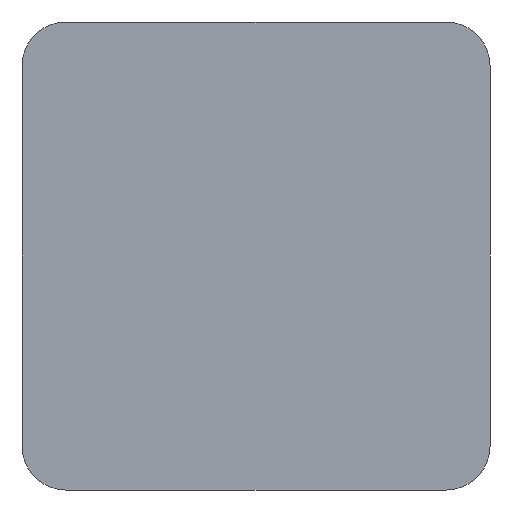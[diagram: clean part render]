
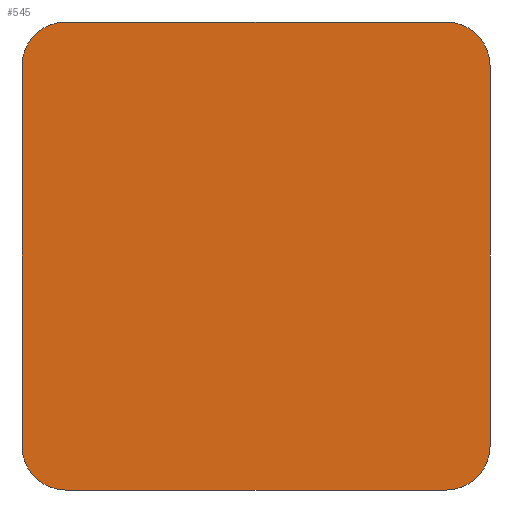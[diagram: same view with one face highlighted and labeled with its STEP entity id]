
A CAD part, front view. The second image highlights one B-rep face of the part: STEP entity #545.
In plain terms, the highlighted planar face has unit normal (0, -1, 0).
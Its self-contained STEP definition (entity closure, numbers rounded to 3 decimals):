
#28=CIRCLE('',#577,1.5);
#29=CIRCLE('',#580,1.5);
#30=CIRCLE('',#582,1.5);
#31=CIRCLE('',#585,1.5);
#75=FACE_OUTER_BOUND('',#108,.T.);
#108=EDGE_LOOP('',(#490,#491,#492,#493,#494,#495,#496,#497));
#137=LINE('',#1053,#174);
#141=LINE('',#1062,#178);
#145=LINE('',#1074,#182);
#146=LINE('',#1077,#183);
#174=VECTOR('',#644,10.);
#178=VECTOR('',#654,10.);
#182=VECTOR('',#668,10.);
#183=VECTOR('',#671,10.);
#261=VERTEX_POINT('',#1050);
#262=VERTEX_POINT('',#1052);
#263=VERTEX_POINT('',#1056);
#264=VERTEX_POINT('',#1060);
#265=VERTEX_POINT('',#1064);
#266=VERTEX_POINT('',#1068);
#267=VERTEX_POINT('',#1070);
#268=VERTEX_POINT('',#1076);
#333=EDGE_CURVE('',#261,#262,#137,.T.);
#336=EDGE_CURVE('',#263,#261,#28,.T.);
#338=EDGE_CURVE('',#264,#263,#141,.T.);
#340=EDGE_CURVE('',#265,#264,#29,.T.);
#342=EDGE_CURVE('',#266,#267,#30,.T.);
#344=EDGE_CURVE('',#267,#265,#145,.T.);
#345=EDGE_CURVE('',#268,#266,#146,.T.);
#346=EDGE_CURVE('',#262,#268,#31,.T.);
#490=ORIENTED_EDGE('',*,*,#342,.F.);
#491=ORIENTED_EDGE('',*,*,#345,.F.);
#492=ORIENTED_EDGE('',*,*,#346,.F.);
#493=ORIENTED_EDGE('',*,*,#333,.F.);
#494=ORIENTED_EDGE('',*,*,#336,.F.);
#495=ORIENTED_EDGE('',*,*,#338,.F.);
#496=ORIENTED_EDGE('',*,*,#340,.F.);
#497=ORIENTED_EDGE('',*,*,#344,.F.);
#515=PLANE('',#584);
#545=ADVANCED_FACE('',(#75),#515,.F.);
#577=AXIS2_PLACEMENT_3D('',#1058,#649,#650);
#580=AXIS2_PLACEMENT_3D('',#1066,#658,#659);
#582=AXIS2_PLACEMENT_3D('',#1071,#663,#664);
#584=AXIS2_PLACEMENT_3D('',#1075,#669,#670);
#585=AXIS2_PLACEMENT_3D('',#1078,#672,#673);
#644=DIRECTION('',(1.,0.,0.));
#649=DIRECTION('center_axis',(0.,1.,0.));
#650=DIRECTION('ref_axis',(-0.707,0.,0.707));
#654=DIRECTION('',(0.,0.,1.));
#658=DIRECTION('center_axis',(0.,1.,0.));
#659=DIRECTION('ref_axis',(-0.707,0.,-0.707));
#663=DIRECTION('center_axis',(0.,1.,0.));
#664=DIRECTION('ref_axis',(0.707,0.,-0.707));
#668=DIRECTION('',(-1.,0.,0.));
#669=DIRECTION('center_axis',(0.,1.,0.));
#670=DIRECTION('ref_axis',(-1.,0.,0.));
#671=DIRECTION('',(0.,0.,-1.));
#672=DIRECTION('center_axis',(0.,1.,0.));
#673=DIRECTION('ref_axis',(0.707,0.,0.707));
#1050=CARTESIAN_POINT('',(297.345,17.5,-86.57));
#1052=CARTESIAN_POINT('',(310.345,17.5,-86.57));
#1053=CARTESIAN_POINT('',(295.845,17.5,-86.57));
#1056=CARTESIAN_POINT('',(295.845,17.5,-88.07));
#1058=CARTESIAN_POINT('Origin',(297.345,17.5,-88.07));
#1060=CARTESIAN_POINT('',(295.845,17.5,-101.07));
#1062=CARTESIAN_POINT('',(295.845,17.5,-102.57));
#1064=CARTESIAN_POINT('',(297.345,17.5,-102.57));
#1066=CARTESIAN_POINT('Origin',(297.345,17.5,-101.07));
#1068=CARTESIAN_POINT('',(311.845,17.5,-101.07));
#1070=CARTESIAN_POINT('',(310.345,17.5,-102.57));
#1071=CARTESIAN_POINT('Origin',(310.345,17.5,-101.07));
#1074=CARTESIAN_POINT('',(311.845,17.5,-102.57));
#1075=CARTESIAN_POINT('Origin',(303.845,17.5,-94.57));
#1076=CARTESIAN_POINT('',(311.845,17.5,-88.07));
#1077=CARTESIAN_POINT('',(311.845,17.5,-86.57));
#1078=CARTESIAN_POINT('Origin',(310.345,17.5,-88.07));
